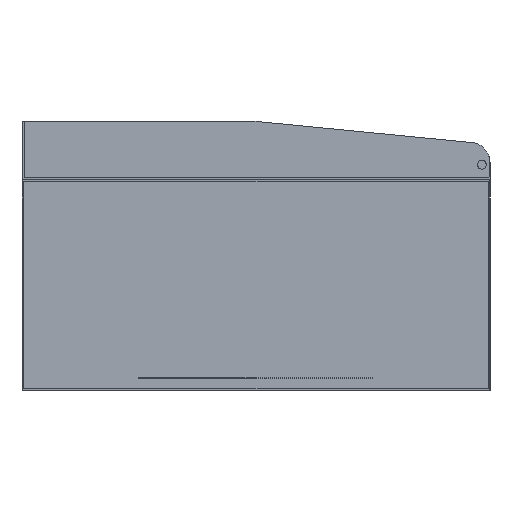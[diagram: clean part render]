
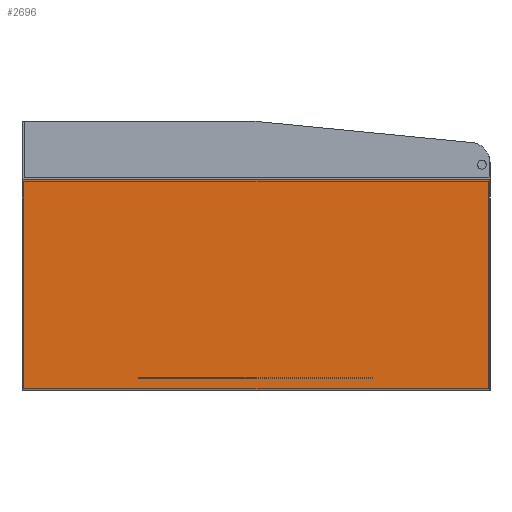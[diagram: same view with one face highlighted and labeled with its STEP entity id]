
A CAD part, left-side view. The second image highlights one B-rep face of the part: STEP entity #2696.
In plain terms, the highlighted planar face has unit normal (-1, 0, 0).
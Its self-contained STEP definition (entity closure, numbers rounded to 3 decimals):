
#101 = EDGE_CURVE ( 'NONE', #5850, #19395, #8291, .T. ) ;
#364 = LINE ( 'NONE', #6914, #4577 ) ;
#412 = CARTESIAN_POINT ( 'NONE',  ( 0., 400., 180. ) ) ;
#557 = DIRECTION ( 'NONE',  ( 0., 0., 1. ) ) ;
#605 = CARTESIAN_POINT ( 'NONE',  ( 0., 0., 0. ) ) ;
#794 = EDGE_LOOP ( 'NONE', ( #7954, #9825, #1752, #10124 ) ) ;
#1752 = ORIENTED_EDGE ( 'NONE', *, *, #4856, .F. ) ;
#2696 = ADVANCED_FACE ( 'NONE', ( #5510 ), #11596, .T. ) ;
#3683 = CARTESIAN_POINT ( 'NONE',  ( 0., 0., 0. ) ) ;
#4383 = DIRECTION ( 'NONE',  ( -1., 0., 0. ) ) ;
#4577 = VECTOR ( 'NONE', #16196, 1000. ) ;
#4856 = EDGE_CURVE ( 'NONE', #5850, #11238, #11653, .T. ) ;
#5510 = FACE_OUTER_BOUND ( 'NONE', #794, .T. ) ;
#5850 = VERTEX_POINT ( 'NONE', #3683 ) ;
#6618 = DIRECTION ( 'NONE',  ( 0., 0., 1. ) ) ;
#6914 = CARTESIAN_POINT ( 'NONE',  ( 0., 0., 180. ) ) ;
#7954 = ORIENTED_EDGE ( 'NONE', *, *, #17294, .T. ) ;
#8291 = LINE ( 'NONE', #14387, #13626 ) ;
#9607 = LINE ( 'NONE', #14201, #15262 ) ;
#9825 = ORIENTED_EDGE ( 'NONE', *, *, #11281, .F. ) ;
#10124 = ORIENTED_EDGE ( 'NONE', *, *, #101, .T. ) ;
#10288 = DIRECTION ( 'NONE',  ( 0., 0., 1. ) ) ;
#11238 = VERTEX_POINT ( 'NONE', #18061 ) ;
#11281 = EDGE_CURVE ( 'NONE', #11238, #19539, #9607, .T. ) ;
#11378 = AXIS2_PLACEMENT_3D ( 'NONE', #19396, #4383, #10288 ) ;
#11596 = PLANE ( 'NONE',  #11378 ) ;
#11653 = LINE ( 'NONE', #605, #15075 ) ;
#13082 = CARTESIAN_POINT ( 'NONE',  ( 0., 0., 180. ) ) ;
#13626 = VECTOR ( 'NONE', #6618, 1000. ) ;
#14201 = CARTESIAN_POINT ( 'NONE',  ( 0., 400., 0. ) ) ;
#14387 = CARTESIAN_POINT ( 'NONE',  ( 0., 0., 0. ) ) ;
#14645 = DIRECTION ( 'NONE',  ( 0., 1., 0. ) ) ;
#15075 = VECTOR ( 'NONE', #14645, 1000. ) ;
#15262 = VECTOR ( 'NONE', #557, 1000. ) ;
#16196 = DIRECTION ( 'NONE',  ( 0., 1., 0. ) ) ;
#17294 = EDGE_CURVE ( 'NONE', #19395, #19539, #364, .T. ) ;
#18061 = CARTESIAN_POINT ( 'NONE',  ( 0., 400., 0. ) ) ;
#19395 = VERTEX_POINT ( 'NONE', #13082 ) ;
#19396 = CARTESIAN_POINT ( 'NONE',  ( 0., 0., 0. ) ) ;
#19539 = VERTEX_POINT ( 'NONE', #412 ) ;
